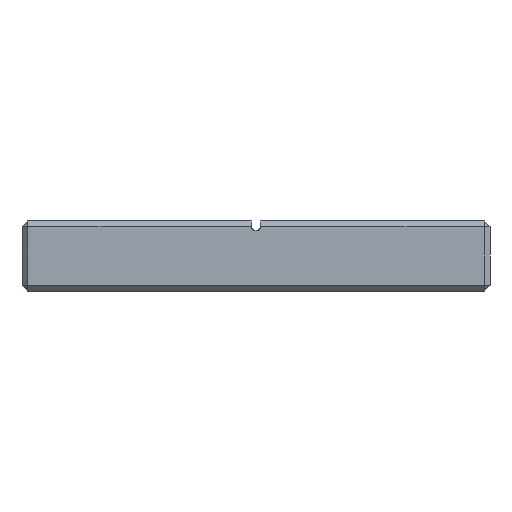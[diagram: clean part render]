
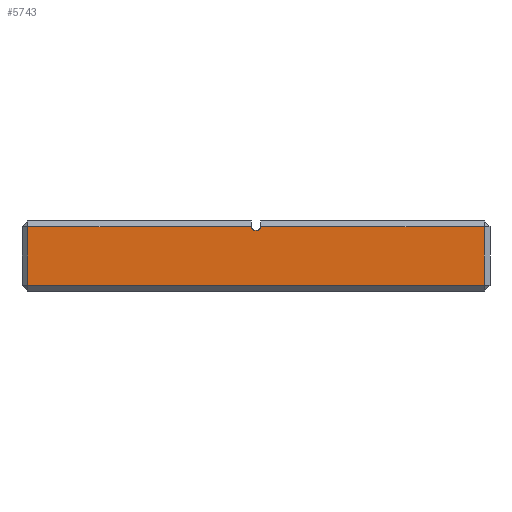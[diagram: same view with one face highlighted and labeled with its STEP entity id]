
A CAD part, front view. The second image highlights one B-rep face of the part: STEP entity #5743.
In plain terms, the highlighted planar face has unit normal (0, -1, 0).
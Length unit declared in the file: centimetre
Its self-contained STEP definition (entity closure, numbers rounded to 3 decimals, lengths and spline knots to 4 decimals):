
#282=PLANE('',#6295);
#392=CIRCLE('',#6139,0.0381);
#393=CIRCLE('',#6142,0.0381);
#1003=VECTOR('',#7329,1.);
#1043=VECTOR('',#7533,1.);
#1044=VECTOR('',#7534,1.);
#1045=VECTOR('',#7535,1.);
#1046=VECTOR('',#7536,1.);
#1207=LINE('',#9875,#1003);
#1247=LINE('',#10085,#1043);
#1248=LINE('',#10088,#1044);
#1249=LINE('',#10090,#1045);
#1250=LINE('',#10092,#1046);
#1315=VERTEX_POINT('',#9089);
#1316=VERTEX_POINT('',#9090);
#1323=VERTEX_POINT('',#9173);
#1324=VERTEX_POINT('',#9175);
#1508=VERTEX_POINT('',#10086);
#1509=VERTEX_POINT('',#10087);
#1510=VERTEX_POINT('',#10089);
#1511=VERTEX_POINT('',#10091);
#1902=EDGE_CURVE('',#1315,#1316,#392,.T.);
#1911=EDGE_CURVE('',#1323,#1324,#393,.T.);
#2047=EDGE_CURVE('',#1315,#1324,#1207,.T.);
#2171=EDGE_CURVE('',#1316,#1508,#1247,.T.);
#2172=EDGE_CURVE('',#1509,#1323,#1247,.T.);
#2173=EDGE_CURVE('',#1510,#1509,#1248,.T.);
#2174=EDGE_CURVE('',#1511,#1510,#1249,.T.);
#2175=EDGE_CURVE('',#1508,#1511,#1250,.T.);
#3078=ORIENTED_EDGE('',*,*,#2171,.F.);
#3079=ORIENTED_EDGE('',*,*,#1902,.F.);
#3080=ORIENTED_EDGE('',*,*,#2047,.T.);
#3081=ORIENTED_EDGE('',*,*,#1911,.F.);
#3082=ORIENTED_EDGE('',*,*,#2172,.F.);
#3083=ORIENTED_EDGE('',*,*,#2173,.F.);
#3084=ORIENTED_EDGE('',*,*,#2174,.F.);
#3085=ORIENTED_EDGE('',*,*,#2175,.F.);
#4249=EDGE_LOOP('',(#3078,#3079,#3080,#3081,#3082,#3083,#3084,#3085));
#4999=FACE_BOUND('',#4249,.T.);
#5743=ADVANCED_FACE('',(#4999),#282,.T.);
#6139=AXIS2_PLACEMENT_3D('',#9088,#7110,#7111);
#6142=AXIS2_PLACEMENT_3D('',#9174,#7121,#7122);
#6295=AXIS2_PLACEMENT_3D('',#10084,#7532,$);
#7110=DIRECTION('',(0.,-1.,0.));
#7111=DIRECTION('',(0.027,0.,-0.027));
#7121=DIRECTION('',(0.,-1.,0.));
#7122=DIRECTION('',(-0.027,0.,-0.027));
#7329=DIRECTION('',(-1.,0.,0.));
#7532=DIRECTION('',(0.,-1.,0.));
#7533=DIRECTION('',(1.,0.,0.));
#7534=DIRECTION('',(0.,0.,1.));
#7535=DIRECTION('',(-1.,0.,0.));
#7536=DIRECTION('',(0.,0.,-1.));
#9088=CARTESIAN_POINT('',(0.0132,-5.715,0.6985));
#9089=CARTESIAN_POINT('',(0.0132,-5.715,0.6604));
#9090=CARTESIAN_POINT('',(0.0513,-5.715,0.6985));
#9173=CARTESIAN_POINT('',(-0.0508,-5.715,0.6985));
#9174=CARTESIAN_POINT('',(-0.0127,-5.715,0.6985));
#9175=CARTESIAN_POINT('',(-0.0127,-5.715,0.6604));
#9875=CARTESIAN_POINT('',(0.,-5.715,0.6604));
#10084=CARTESIAN_POINT('',(0.,-5.715,0.));
#10085=CARTESIAN_POINT('',(0.,-5.715,0.6985));
#10086=CARTESIAN_POINT('',(2.4765,-5.715,0.6985));
#10087=CARTESIAN_POINT('',(-2.4765,-5.715,0.6985));
#10088=CARTESIAN_POINT('',(-2.4765,-5.715,0.));
#10089=CARTESIAN_POINT('',(-2.4765,-5.715,0.0635));
#10090=CARTESIAN_POINT('',(0.,-5.715,0.0635));
#10091=CARTESIAN_POINT('',(2.4765,-5.715,0.0635));
#10092=CARTESIAN_POINT('',(2.4765,-5.715,0.));
